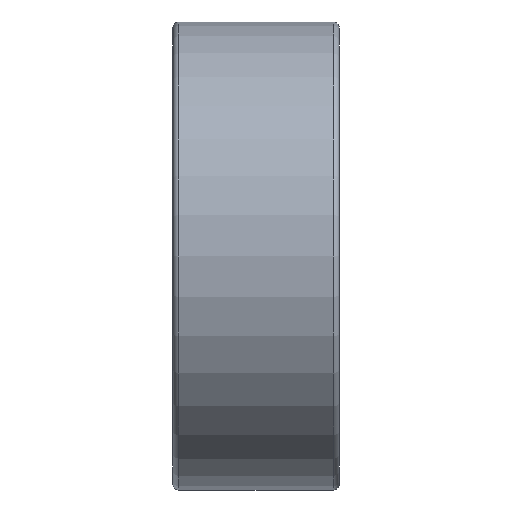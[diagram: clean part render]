
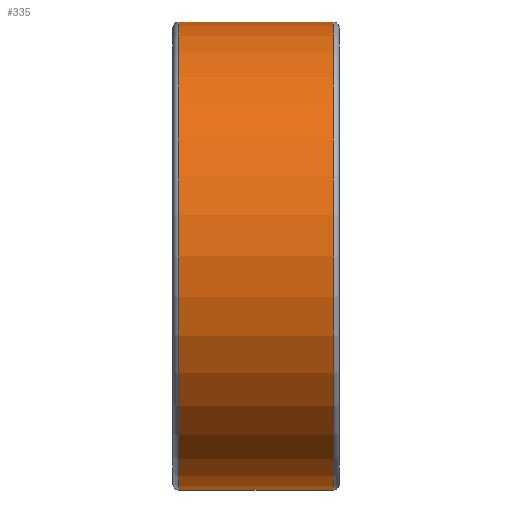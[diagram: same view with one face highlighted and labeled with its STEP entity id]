
A CAD part, front view. The second image highlights one B-rep face of the part: STEP entity #335.
In plain terms, the highlighted cylindrical face has radius 42.5 mm (diameter 85 mm), a full revolution.
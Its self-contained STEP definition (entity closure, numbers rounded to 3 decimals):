
#121=CYLINDRICAL_SURFACE('',#414,42.5);
#168=ORIENTED_EDGE('',*,*,#181,.T.);
#169=ORIENTED_EDGE('',*,*,#189,.F.);
#181=EDGE_CURVE('',#201,#201,#222,.T.);
#189=EDGE_CURVE('',#209,#209,#230,.T.);
#201=VERTEX_POINT('',#601);
#209=VERTEX_POINT('',#625);
#222=CIRCLE('',#397,42.5);
#230=CIRCLE('',#413,42.5);
#269=EDGE_LOOP('',(#168));
#270=EDGE_LOOP('',(#169));
#309=FACE_BOUND('',#269,.T.);
#310=FACE_BOUND('',#270,.T.);
#335=ADVANCED_FACE('',(#309,#310),#121,.T.);
#397=AXIS2_PLACEMENT_3D('',#600,#485,#486);
#413=AXIS2_PLACEMENT_3D('',#624,#517,#518);
#414=AXIS2_PLACEMENT_3D('',#626,#519,#520);
#485=DIRECTION('',(1.,0.,0.));
#486=DIRECTION('',(0.,0.,-1.));
#517=DIRECTION('',(1.,0.,0.));
#518=DIRECTION('',(0.,0.,-1.));
#519=DIRECTION('',(1.,0.,0.));
#520=DIRECTION('',(0.,0.,-1.));
#600=CARTESIAN_POINT('',(1.1,0.,0.));
#601=CARTESIAN_POINT('',(1.1,0.,-42.5));
#624=CARTESIAN_POINT('',(29.1,0.,0.));
#625=CARTESIAN_POINT('',(29.1,0.,-42.5));
#626=CARTESIAN_POINT('',(30.2,0.,0.));
